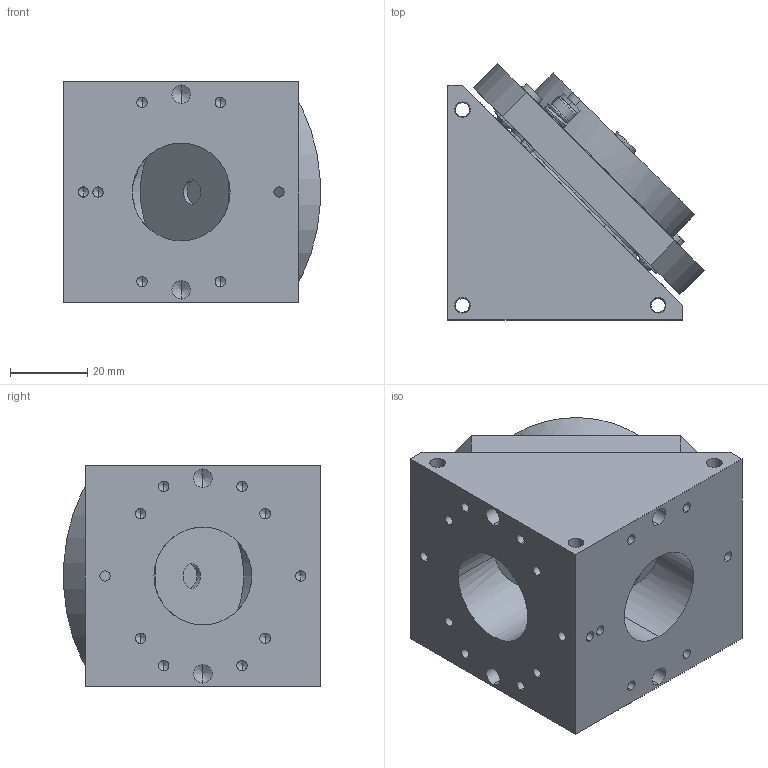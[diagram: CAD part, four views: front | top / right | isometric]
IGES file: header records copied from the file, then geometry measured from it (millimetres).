
Start section: SolidWorks IGES file using analytic representation for surfaces
Global section: file name: 080150.IGS; native system: SolidWorks 2017; preprocessor: SolidWorks 2017; author: dsprentall; date: 171208.084047; units: inch
Bounding box: 66.57 x 66.61 x 57.15 mm (x, y, z)
Volume: 134807.6 mm3; surface area: 48995.4 mm2
Topology: 25 solids, 25 shells, 733 faces, 1716 edges, 1013 vertices
Faces by surface type: revolution 531, plane 160, bspline 42
